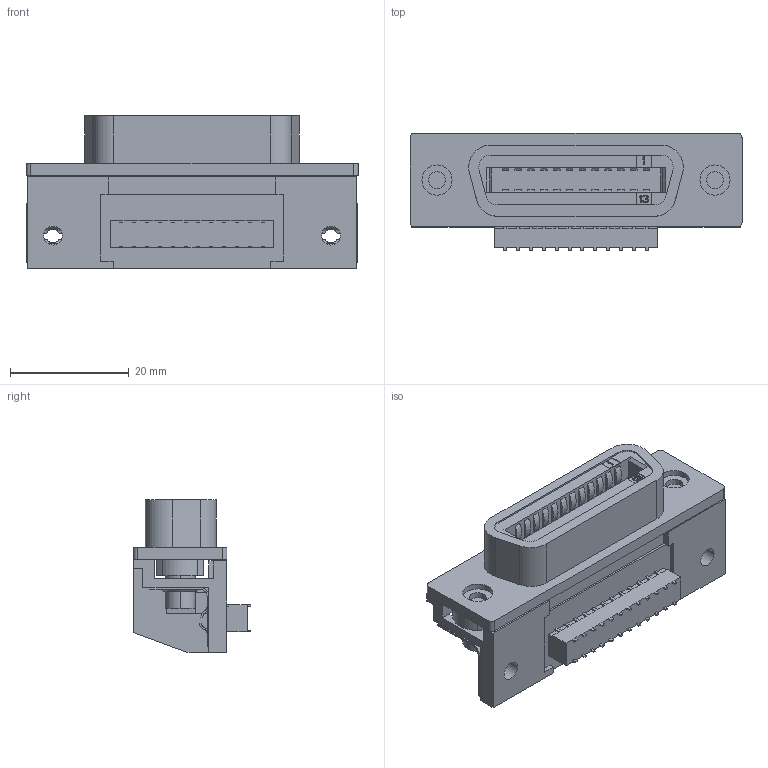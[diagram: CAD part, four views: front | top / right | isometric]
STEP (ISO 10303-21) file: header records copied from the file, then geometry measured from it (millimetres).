
FILE_DESCRIPTION((''),'2;1');
FILE_NAME('C-5553811-1','2013-01-30T',('workeradm'),('Tyco Electronics Ltd.'),'PRO/ENGINEER BY PARAMETRIC TECHNOLOGY CORPORATION, 2010430','PRO/ENGINEER BY PARAMETRIC TECHNOLOGY CORPORATION, 2010430','');
FILE_SCHEMA(('AUTOMOTIVE_DESIGN { 1 0 10303 214 1 1 1 1 }'));
Length unit declared in the file: millimetre
Products named in the file (1): C-5553811-1
Bounding box: 55.88 x 19.74 x 25.65 mm (x, y, z)
Volume: 14029.7 mm3; surface area: 8313.4 mm2
Topology: 1 solids, 1 shells, 530 faces, 1440 edges, 944 vertices
Faces by surface type: plane 420, cylinder 90, cone 12, torus 8
Entity records: 17579 total; most frequent: CARTESIAN_POINT 3608, ORIENTED_EDGE 2880, DIRECTION 2714, EDGE_CURVE 1440, VECTOR 1210, LINE 1210, VERTEX_POINT 944, AXIS2_PLACEMENT_3D 752
